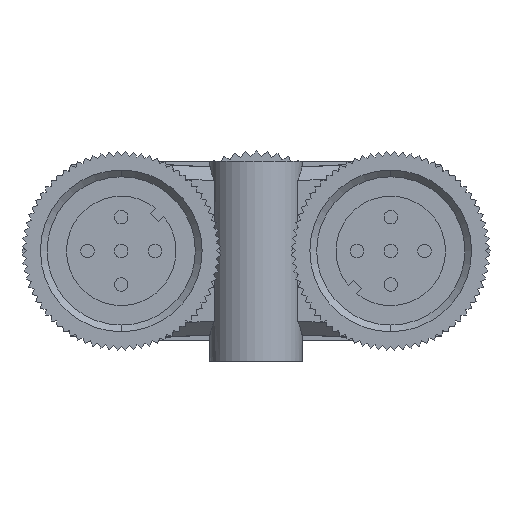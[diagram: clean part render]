
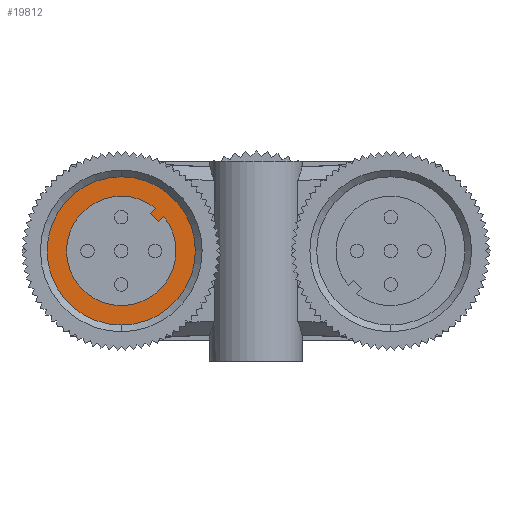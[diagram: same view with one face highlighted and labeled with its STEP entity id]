
A CAD part, front view. The second image highlights one B-rep face of the part: STEP entity #19812.
In plain terms, the highlighted planar face has unit normal (0, -1, 0).
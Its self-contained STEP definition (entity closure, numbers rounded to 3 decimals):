
#611 = DIRECTION ( 'NONE',  ( 0., -1., 0. ) ) ;
#2870 = VERTEX_POINT ( 'NONE', #12612 ) ;
#3810 = AXIS2_PLACEMENT_3D ( 'NONE', #9293, #21711, #22587 ) ;
#3912 = AXIS2_PLACEMENT_3D ( 'NONE', #31015, #58537, #36317 ) ;
#6223 = CIRCLE ( 'NONE', #17523, 4.06 ) ;
#6666 = CIRCLE ( 'NONE', #3810, 4.06 ) ;
#7282 = CARTESIAN_POINT ( 'NONE',  ( -2.525, -20.35, -2.525 ) ) ;
#8364 = ORIENTED_EDGE ( 'NONE', *, *, #29596, .F. ) ;
#8568 = AXIS2_PLACEMENT_3D ( 'NONE', #24946, #37410, #20509 ) ;
#9122 = FACE_OUTER_BOUND ( 'NONE', #11634, .T. ) ;
#9210 = LINE ( 'NONE', #50064, #57176 ) ;
#9293 = CARTESIAN_POINT ( 'NONE',  ( -10., -20.35, 0. ) ) ;
#10003 = DIRECTION ( 'NONE',  ( 0., -1., 0. ) ) ;
#10609 = EDGE_CURVE ( 'NONE', #25191, #10955, #6666, .T. ) ;
#10707 = CARTESIAN_POINT ( 'NONE',  ( -7.214, -20.35, 2.164 ) ) ;
#10955 = VERTEX_POINT ( 'NONE', #50724 ) ;
#11634 = EDGE_LOOP ( 'NONE', ( #44686, #39058 ) ) ;
#12346 = ORIENTED_EDGE ( 'NONE', *, *, #39303, .F. ) ;
#12612 = CARTESIAN_POINT ( 'NONE',  ( -10., -20.35, -5.5 ) ) ;
#13640 = DIRECTION ( 'NONE',  ( 0.707, 0., 0.707 ) ) ;
#14722 = DIRECTION ( 'NONE',  ( 0., 0., -1. ) ) ;
#15177 = CIRCLE ( 'NONE', #8568, 4.06 ) ;
#16794 = VERTEX_POINT ( 'NONE', #10707 ) ;
#17523 = AXIS2_PLACEMENT_3D ( 'NONE', #54225, #611, #55387 ) ;
#18386 = LINE ( 'NONE', #36451, #34542 ) ;
#18675 = CARTESIAN_POINT ( 'NONE',  ( -6.835, -20.35, 2.543 ) ) ;
#19812 = ADVANCED_FACE ( 'NONE', ( #49398, #9122 ), #40784, .T. ) ;
#20256 = ORIENTED_EDGE ( 'NONE', *, *, #54147, .F. ) ;
#20436 = CARTESIAN_POINT ( 'NONE',  ( -10., -20.35, 4.06 ) ) ;
#20509 = DIRECTION ( 'NONE',  ( 0., 0., -1. ) ) ;
#21711 = DIRECTION ( 'NONE',  ( 0., -1., 0. ) ) ;
#22084 = VERTEX_POINT ( 'NONE', #43181 ) ;
#22587 = DIRECTION ( 'NONE',  ( 0., 0., -1. ) ) ;
#24548 = DIRECTION ( 'NONE',  ( 0., 0., -1. ) ) ;
#24795 = CIRCLE ( 'NONE', #30524, 5.5 ) ;
#24946 = CARTESIAN_POINT ( 'NONE',  ( -10., -20.35, 0. ) ) ;
#24961 = CIRCLE ( 'NONE', #41187, 5.5 ) ;
#25191 = VERTEX_POINT ( 'NONE', #20436 ) ;
#25418 = DIRECTION ( 'NONE',  ( 0., -1., 0. ) ) ;
#28483 = ORIENTED_EDGE ( 'NONE', *, *, #42289, .F. ) ;
#29596 = EDGE_CURVE ( 'NONE', #16794, #33078, #34502, .T. ) ;
#30047 = DIRECTION ( 'NONE',  ( -0.707, 0., 0.707 ) ) ;
#30524 = AXIS2_PLACEMENT_3D ( 'NONE', #37202, #10003, #14722 ) ;
#30621 = EDGE_CURVE ( 'NONE', #36508, #2870, #24795, .T. ) ;
#30928 = CARTESIAN_POINT ( 'NONE',  ( -7.851, -20.35, 2.8 ) ) ;
#31015 = CARTESIAN_POINT ( 'NONE',  ( -10., -20.35, 0. ) ) ;
#33078 = VERTEX_POINT ( 'NONE', #30928 ) ;
#34502 = LINE ( 'NONE', #7282, #44651 ) ;
#34542 = VECTOR ( 'NONE', #54528, 1000. ) ;
#36317 = DIRECTION ( 'NONE',  ( 0., 0., -1. ) ) ;
#36451 = CARTESIAN_POINT ( 'NONE',  ( -4.689, -20.35, 4.689 ) ) ;
#36508 = VERTEX_POINT ( 'NONE', #46016 ) ;
#37202 = CARTESIAN_POINT ( 'NONE',  ( -10., -20.35, 0. ) ) ;
#37410 = DIRECTION ( 'NONE',  ( 0., -1., 0. ) ) ;
#39058 = ORIENTED_EDGE ( 'NONE', *, *, #30621, .T. ) ;
#39303 = EDGE_CURVE ( 'NONE', #22084, #25191, #6223, .T. ) ;
#39869 = VERTEX_POINT ( 'NONE', #18675 ) ;
#39967 = EDGE_CURVE ( 'NONE', #16794, #39869, #18386, .T. ) ;
#40556 = EDGE_CURVE ( 'NONE', #2870, #36508, #24961, .T. ) ;
#40784 = PLANE ( 'NONE',  #3912 ) ;
#41187 = AXIS2_PLACEMENT_3D ( 'NONE', #56536, #25418, #24548 ) ;
#42289 = EDGE_CURVE ( 'NONE', #33078, #22084, #9210, .T. ) ;
#43181 = CARTESIAN_POINT ( 'NONE',  ( -7.473, -20.35, 3.178 ) ) ;
#44651 = VECTOR ( 'NONE', #30047, 1000. ) ;
#44677 = ORIENTED_EDGE ( 'NONE', *, *, #10609, .F. ) ;
#44686 = ORIENTED_EDGE ( 'NONE', *, *, #40556, .T. ) ;
#45117 = EDGE_LOOP ( 'NONE', ( #12346, #28483, #8364, #49797, #20256, #44677 ) ) ;
#46016 = CARTESIAN_POINT ( 'NONE',  ( -10., -20.35, 5.5 ) ) ;
#49398 = FACE_BOUND ( 'NONE', #45117, .T. ) ;
#49797 = ORIENTED_EDGE ( 'NONE', *, *, #39967, .T. ) ;
#50064 = CARTESIAN_POINT ( 'NONE',  ( -5.325, -20.35, 5.325 ) ) ;
#50724 = CARTESIAN_POINT ( 'NONE',  ( -10., -20.35, -4.06 ) ) ;
#54147 = EDGE_CURVE ( 'NONE', #10955, #39869, #15177, .T. ) ;
#54225 = CARTESIAN_POINT ( 'NONE',  ( -10., -20.35, 0. ) ) ;
#54528 = DIRECTION ( 'NONE',  ( 0.707, 0., 0.707 ) ) ;
#55387 = DIRECTION ( 'NONE',  ( 0., 0., -1. ) ) ;
#56536 = CARTESIAN_POINT ( 'NONE',  ( -10., -20.35, 0. ) ) ;
#57176 = VECTOR ( 'NONE', #13640, 1000. ) ;
#58537 = DIRECTION ( 'NONE',  ( 0., -1., 0. ) ) ;
